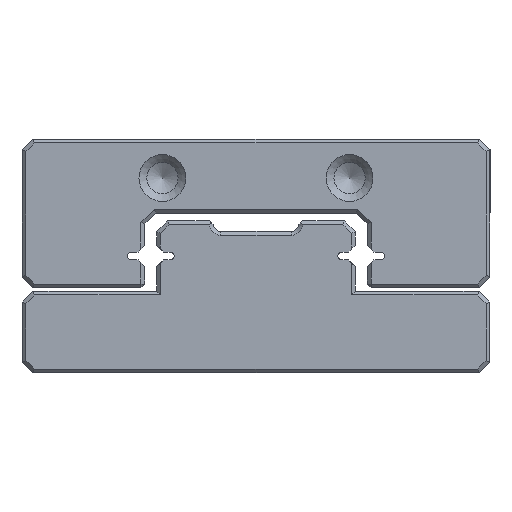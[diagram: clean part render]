
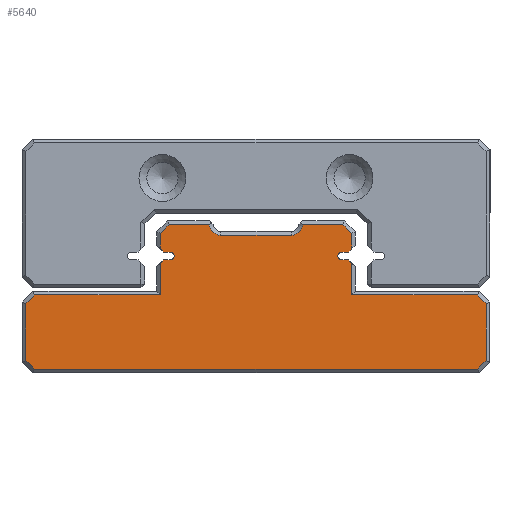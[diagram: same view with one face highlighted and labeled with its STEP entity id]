
A CAD part, left-side view. The second image highlights one B-rep face of the part: STEP entity #5640.
In plain terms, the highlighted planar face has unit normal (-1, 0, 0).
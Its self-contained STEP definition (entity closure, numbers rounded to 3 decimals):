
#5370=CIRCLE('',#23948,0.25);
#5376=CIRCLE('',#23966,0.25);
#5382=CIRCLE('',#23978,0.75);
#5383=CIRCLE('',#23979,0.75);
#5640=ADVANCED_FACE('',(#7595),#6796,.T.);
#6796=PLANE('',#23980);
#7595=FACE_OUTER_BOUND('',#8523,.T.);
#8523=EDGE_LOOP('',(#10156,#10157,#10158,#10159,#10160,#10161,#10162,#10163,
#10164,#10165,#10166,#10167,#10168,#10169,#10170,#10171,#10172,#10173,#10174,
#10175,#10176,#10177,#10178,#10179,#10180,#10181,#10182,#10183,#10184,#10185));
#10156=ORIENTED_EDGE('',*,*,#17315,.T.);
#10157=ORIENTED_EDGE('',*,*,#17316,.T.);
#10158=ORIENTED_EDGE('',*,*,#17317,.T.);
#10159=ORIENTED_EDGE('',*,*,#17318,.T.);
#10160=ORIENTED_EDGE('',*,*,#17319,.T.);
#10161=ORIENTED_EDGE('',*,*,#17320,.T.);
#10162=ORIENTED_EDGE('',*,*,#17321,.T.);
#10163=ORIENTED_EDGE('',*,*,#17241,.F.);
#10164=ORIENTED_EDGE('',*,*,#17235,.F.);
#10165=ORIENTED_EDGE('',*,*,#17232,.F.);
#10166=ORIENTED_EDGE('',*,*,#17229,.F.);
#10167=ORIENTED_EDGE('',*,*,#17227,.F.);
#10168=ORIENTED_EDGE('',*,*,#17322,.T.);
#10169=ORIENTED_EDGE('',*,*,#17323,.T.);
#10170=ORIENTED_EDGE('',*,*,#17324,.T.);
#10171=ORIENTED_EDGE('',*,*,#17325,.T.);
#10172=ORIENTED_EDGE('',*,*,#17326,.T.);
#10173=ORIENTED_EDGE('',*,*,#17327,.T.);
#10174=ORIENTED_EDGE('',*,*,#17328,.T.);
#10175=ORIENTED_EDGE('',*,*,#17329,.T.);
#10176=ORIENTED_EDGE('',*,*,#17330,.T.);
#10177=ORIENTED_EDGE('',*,*,#17331,.T.);
#10178=ORIENTED_EDGE('',*,*,#17332,.T.);
#10179=ORIENTED_EDGE('',*,*,#17285,.F.);
#10180=ORIENTED_EDGE('',*,*,#17279,.F.);
#10181=ORIENTED_EDGE('',*,*,#17276,.F.);
#10182=ORIENTED_EDGE('',*,*,#17273,.F.);
#10183=ORIENTED_EDGE('',*,*,#17271,.F.);
#10184=ORIENTED_EDGE('',*,*,#17333,.T.);
#10185=ORIENTED_EDGE('',*,*,#17334,.T.);
#15382=VERTEX_POINT('',#29786);
#15383=VERTEX_POINT('',#29788);
#15384=VERTEX_POINT('',#29792);
#15386=VERTEX_POINT('',#29798);
#15388=VERTEX_POINT('',#29804);
#15393=VERTEX_POINT('',#29816);
#15418=VERTEX_POINT('',#29878);
#15419=VERTEX_POINT('',#29880);
#15420=VERTEX_POINT('',#29884);
#15422=VERTEX_POINT('',#29890);
#15424=VERTEX_POINT('',#29896);
#15429=VERTEX_POINT('',#29908);
#15454=VERTEX_POINT('',#29967);
#15455=VERTEX_POINT('',#29968);
#15456=VERTEX_POINT('',#29970);
#15457=VERTEX_POINT('',#29972);
#15458=VERTEX_POINT('',#29974);
#15459=VERTEX_POINT('',#29976);
#15460=VERTEX_POINT('',#29978);
#15461=VERTEX_POINT('',#29981);
#15462=VERTEX_POINT('',#29983);
#15463=VERTEX_POINT('',#29985);
#15464=VERTEX_POINT('',#29987);
#15465=VERTEX_POINT('',#29989);
#15466=VERTEX_POINT('',#29991);
#15467=VERTEX_POINT('',#29993);
#15468=VERTEX_POINT('',#29995);
#15469=VERTEX_POINT('',#29997);
#15470=VERTEX_POINT('',#29999);
#15471=VERTEX_POINT('',#30002);
#17227=EDGE_CURVE('',#15382,#15383,#19876,.T.);
#17229=EDGE_CURVE('',#15383,#15384,#19878,.T.);
#17232=EDGE_CURVE('',#15384,#15386,#5370,.T.);
#17235=EDGE_CURVE('',#15386,#15388,#19882,.T.);
#17241=EDGE_CURVE('',#15388,#15393,#19888,.T.);
#17271=EDGE_CURVE('',#15418,#15419,#19914,.T.);
#17273=EDGE_CURVE('',#15419,#15420,#19916,.T.);
#17276=EDGE_CURVE('',#15420,#15422,#5376,.T.);
#17279=EDGE_CURVE('',#15422,#15424,#19920,.T.);
#17285=EDGE_CURVE('',#15424,#15429,#19926,.T.);
#17315=EDGE_CURVE('',#15454,#15455,#19952,.T.);
#17316=EDGE_CURVE('',#15455,#15456,#5382,.T.);
#17317=EDGE_CURVE('',#15456,#15457,#19953,.T.);
#17318=EDGE_CURVE('',#15457,#15458,#5383,.T.);
#17319=EDGE_CURVE('',#15458,#15459,#19954,.T.);
#17320=EDGE_CURVE('',#15459,#15460,#19955,.T.);
#17321=EDGE_CURVE('',#15460,#15393,#19956,.T.);
#17322=EDGE_CURVE('',#15382,#15461,#19957,.T.);
#17323=EDGE_CURVE('',#15461,#15462,#19958,.T.);
#17324=EDGE_CURVE('',#15462,#15463,#19959,.T.);
#17325=EDGE_CURVE('',#15463,#15464,#19960,.T.);
#17326=EDGE_CURVE('',#15464,#15465,#19961,.T.);
#17327=EDGE_CURVE('',#15465,#15466,#19962,.T.);
#17328=EDGE_CURVE('',#15466,#15467,#19963,.T.);
#17329=EDGE_CURVE('',#15467,#15468,#19964,.T.);
#17330=EDGE_CURVE('',#15468,#15469,#19965,.T.);
#17331=EDGE_CURVE('',#15469,#15470,#19966,.T.);
#17332=EDGE_CURVE('',#15470,#15429,#19967,.T.);
#17333=EDGE_CURVE('',#15418,#15471,#19968,.T.);
#17334=EDGE_CURVE('',#15471,#15454,#19969,.T.);
#19876=LINE('',#29787,#21908);
#19878=LINE('',#29791,#21910);
#19882=LINE('',#29803,#21914);
#19888=LINE('',#29815,#21920);
#19914=LINE('',#29879,#21946);
#19916=LINE('',#29883,#21948);
#19920=LINE('',#29895,#21952);
#19926=LINE('',#29907,#21958);
#19952=LINE('',#29966,#21984);
#19953=LINE('',#29971,#21985);
#19954=LINE('',#29975,#21986);
#19955=LINE('',#29977,#21987);
#19956=LINE('',#29979,#21988);
#19957=LINE('',#29980,#21989);
#19958=LINE('',#29982,#21990);
#19959=LINE('',#29984,#21991);
#19960=LINE('',#29986,#21992);
#19961=LINE('',#29988,#21993);
#19962=LINE('',#29990,#21994);
#19963=LINE('',#29992,#21995);
#19964=LINE('',#29994,#21996);
#19965=LINE('',#29996,#21997);
#19966=LINE('',#29998,#21998);
#19967=LINE('',#30000,#21999);
#19968=LINE('',#30001,#22000);
#19969=LINE('',#30003,#22001);
#21908=VECTOR('',#25244,1.);
#21910=VECTOR('',#25248,1.);
#21914=VECTOR('',#25260,1.);
#21920=VECTOR('',#25268,1.);
#21946=VECTOR('',#25318,1.);
#21948=VECTOR('',#25322,1.);
#21952=VECTOR('',#25334,1.);
#21958=VECTOR('',#25342,1.);
#21984=VECTOR('',#25384,1.);
#21985=VECTOR('',#25387,1.);
#21986=VECTOR('',#25390,1.);
#21987=VECTOR('',#25391,1.);
#21988=VECTOR('',#25392,1.);
#21989=VECTOR('',#25393,1.);
#21990=VECTOR('',#25394,1.);
#21991=VECTOR('',#25395,1.);
#21992=VECTOR('',#25396,1.);
#21993=VECTOR('',#25397,1.);
#21994=VECTOR('',#25398,1.);
#21995=VECTOR('',#25399,1.);
#21996=VECTOR('',#25400,1.);
#21997=VECTOR('',#25401,1.);
#21998=VECTOR('',#25402,1.);
#21999=VECTOR('',#25403,1.);
#22000=VECTOR('',#25404,1.);
#22001=VECTOR('',#25405,1.);
#23948=AXIS2_PLACEMENT_3D('',#29797,#25253,#25254);
#23966=AXIS2_PLACEMENT_3D('',#29889,#25327,#25328);
#23978=AXIS2_PLACEMENT_3D('',#29969,#25385,#25386);
#23979=AXIS2_PLACEMENT_3D('',#29973,#25388,#25389);
#23980=AXIS2_PLACEMENT_3D('',#30004,#25406,#25407);
#25244=DIRECTION('',(0.,-0.707,0.707));
#25248=DIRECTION('',(0.,-1.,0.));
#25253=DIRECTION('',(-1.,0.,0.));
#25254=DIRECTION('',(0.,1.,0.));
#25260=DIRECTION('',(0.,1.,0.));
#25268=DIRECTION('',(0.,0.707,0.707));
#25318=DIRECTION('',(0.,0.707,-0.707));
#25322=DIRECTION('',(0.,1.,0.));
#25327=DIRECTION('',(-1.,0.,0.));
#25328=DIRECTION('',(0.,1.,0.));
#25334=DIRECTION('',(0.,-1.,0.));
#25342=DIRECTION('',(0.,-0.707,-0.707));
#25384=DIRECTION('',(0.,1.,0.));
#25385=DIRECTION('',(1.,0.,0.));
#25386=DIRECTION('',(0.,0.,1.));
#25387=DIRECTION('',(0.,1.,0.));
#25388=DIRECTION('',(1.,0.,0.));
#25389=DIRECTION('',(0.,0.,1.));
#25390=DIRECTION('',(0.,1.,0.));
#25391=DIRECTION('',(0.,0.707,-0.707));
#25392=DIRECTION('',(0.,0.,-1.));
#25393=DIRECTION('',(0.,0.,-1.));
#25394=DIRECTION('',(0.,1.,0.));
#25395=DIRECTION('',(0.,0.707,-0.707));
#25396=DIRECTION('',(0.,0.,-1.));
#25397=DIRECTION('',(0.,-0.707,-0.707));
#25398=DIRECTION('',(0.,-1.,0.));
#25399=DIRECTION('',(0.,-0.707,0.707));
#25400=DIRECTION('',(0.,0.,1.));
#25401=DIRECTION('',(0.,0.707,0.707));
#25402=DIRECTION('',(0.,1.,0.));
#25403=DIRECTION('',(0.,0.,1.));
#25404=DIRECTION('',(0.,0.,1.));
#25405=DIRECTION('',(0.,0.707,0.707));
#25406=DIRECTION('',(-1.,0.,0.));
#25407=DIRECTION('',(0.,0.,1.));
#29786=CARTESIAN_POINT('',(80.,21.125,7.064));
#29787=CARTESIAN_POINT('',(80.,21.375,6.814));
#29788=CARTESIAN_POINT('',(80.,20.939,7.25));
#29791=CARTESIAN_POINT('',(80.,20.939,7.25));
#29792=CARTESIAN_POINT('',(80.,20.5,7.25));
#29797=CARTESIAN_POINT('',(80.,20.5,7.5));
#29798=CARTESIAN_POINT('',(80.,20.5,7.75));
#29803=CARTESIAN_POINT('',(80.,20.5,7.75));
#29804=CARTESIAN_POINT('',(80.,20.939,7.75));
#29815=CARTESIAN_POINT('',(80.,20.939,7.75));
#29816=CARTESIAN_POINT('',(80.,21.125,7.936));
#29878=CARTESIAN_POINT('',(80.,8.875,7.936));
#29879=CARTESIAN_POINT('',(80.,8.625,8.186));
#29880=CARTESIAN_POINT('',(80.,9.061,7.75));
#29883=CARTESIAN_POINT('',(80.,9.061,7.75));
#29884=CARTESIAN_POINT('',(80.,9.5,7.75));
#29889=CARTESIAN_POINT('',(80.,9.5,7.5));
#29890=CARTESIAN_POINT('',(80.,9.5,7.25));
#29895=CARTESIAN_POINT('',(80.,9.5,7.25));
#29896=CARTESIAN_POINT('',(80.,9.061,7.25));
#29907=CARTESIAN_POINT('',(80.,9.061,7.25));
#29908=CARTESIAN_POINT('',(80.,8.875,7.064));
#29966=CARTESIAN_POINT('',(80.,12.25,9.5));
#29967=CARTESIAN_POINT('',(80.,9.429,9.5));
#29968=CARTESIAN_POINT('',(80.,12.004,9.5));
#29969=CARTESIAN_POINT('',(80.,12.75,9.575));
#29970=CARTESIAN_POINT('',(80.,12.75,8.825));
#29971=CARTESIAN_POINT('',(80.,17.25,8.825));
#29972=CARTESIAN_POINT('',(80.,17.25,8.825));
#29973=CARTESIAN_POINT('',(80.,17.25,9.575));
#29974=CARTESIAN_POINT('',(80.,17.996,9.5));
#29975=CARTESIAN_POINT('',(80.,20.675,9.5));
#29976=CARTESIAN_POINT('',(80.,20.571,9.5));
#29977=CARTESIAN_POINT('',(80.,21.536,8.536));
#29978=CARTESIAN_POINT('',(80.,21.125,8.946));
#29979=CARTESIAN_POINT('',(80.,21.125,8.186));
#29980=CARTESIAN_POINT('',(80.,21.125,5.25));
#29981=CARTESIAN_POINT('',(80.,21.125,5.));
#29982=CARTESIAN_POINT('',(80.,29.3,5.));
#29983=CARTESIAN_POINT('',(80.,29.196,5.));
#29984=CARTESIAN_POINT('',(80.,23.598,10.598));
#29985=CARTESIAN_POINT('',(80.,29.75,4.446));
#29986=CARTESIAN_POINT('',(80.,29.75,0.7));
#29987=CARTESIAN_POINT('',(80.,29.75,0.804));
#29988=CARTESIAN_POINT('',(80.,28.473,-0.473));
#29989=CARTESIAN_POINT('',(80.,29.196,0.25));
#29990=CARTESIAN_POINT('',(80.,0.7,0.25));
#29991=CARTESIAN_POINT('',(80.,0.804,0.25));
#29992=CARTESIAN_POINT('',(80.,7.027,-5.973));
#29993=CARTESIAN_POINT('',(80.,0.25,0.804));
#29994=CARTESIAN_POINT('',(80.,0.25,4.55));
#29995=CARTESIAN_POINT('',(80.,0.25,4.446));
#29996=CARTESIAN_POINT('',(80.,11.902,16.098));
#29997=CARTESIAN_POINT('',(80.,0.804,5.));
#29998=CARTESIAN_POINT('',(80.,8.625,5.));
#29999=CARTESIAN_POINT('',(80.,8.875,5.));
#30000=CARTESIAN_POINT('',(80.,8.875,6.814));
#30001=CARTESIAN_POINT('',(80.,8.875,9.05));
#30002=CARTESIAN_POINT('',(80.,8.875,8.946));
#30003=CARTESIAN_POINT('',(80.,13.964,14.036));
#30004=CARTESIAN_POINT('',(80.,20.5,7.5));
